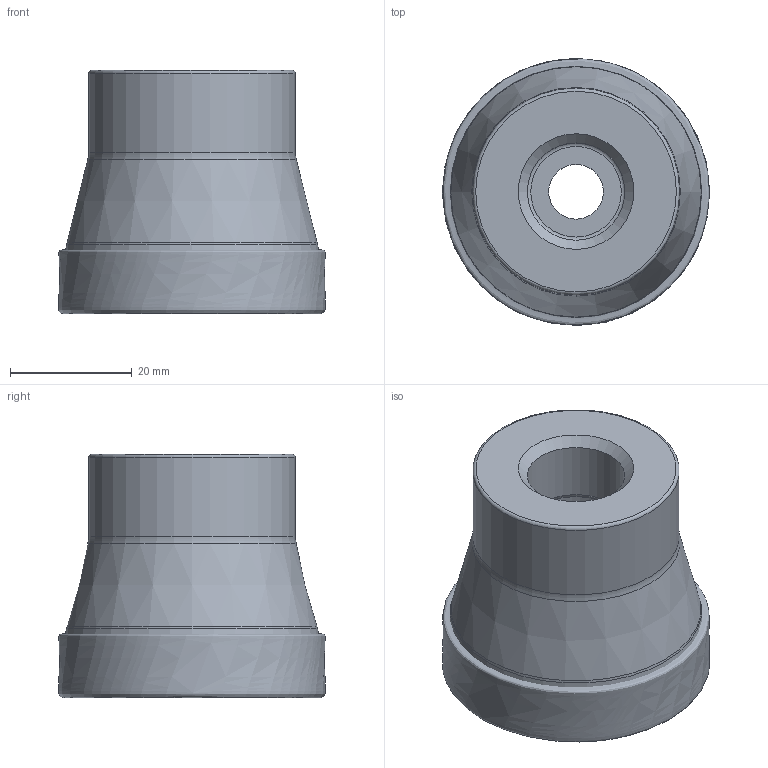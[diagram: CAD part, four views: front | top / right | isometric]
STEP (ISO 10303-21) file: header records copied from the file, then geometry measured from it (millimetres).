
FILE_DESCRIPTION(/* description */ (''),/* implementation_level */ '2;1');
FILE_NAME(/* name */ 'toolassembly_1.stp',/* time_stamp */ '2019-06-27T12:33:21+02:00',/* author */ (''),/* organization */ ('SMS'),/* preprocessor_version */ 'ST-DEVELOPER v16.7',/* originating_system */ 'SIEMENS PLM Software NX 12.0',/* authorisation */ '');
FILE_SCHEMA (('AUTOMOTIVE_DESIGN { 1 0 10303 214 3 1 1 1 }'));
Length unit declared in the file: millimetre
Products named in the file (4): CUT_20190627123145; ASSEMBLY_CONSTRUCTION; NOCUT_20190627123117; TOOLASSEMBLY_1
Assembly tree (3 placements, depth 2):
  TOOLASSEMBLY_1
    NOCUT_20190627123117
    ASSEMBLY_CONSTRUCTION
    CUT_20190627123145
Bounding box: 43.93 x 43.92 x 40 mm (x, y, z)
Volume: 44390.4 mm3; surface area: 12427.7 mm2
Topology: 2 solids, 2 shells, 35 faces, 73 edges, 53 vertices
Faces by surface type: torus 14, cone 9, plane 6, cylinder 5, bspline 1
Full cylindrical faces by diameter (mm): 9 x1, 13.5 x1, 16.009 x1, 16.5 x1, 34 x1
Entity records: 7415 total; most frequent: CARTESIAN_POINT 6612, DIRECTION 162, AXIS2_PLACEMENT_3D 81, FACE_BOUND 69, EDGE_LOOP 68, ORIENTED_EDGE 68, ADVANCED_FACE 35, VERTEX_POINT 35
